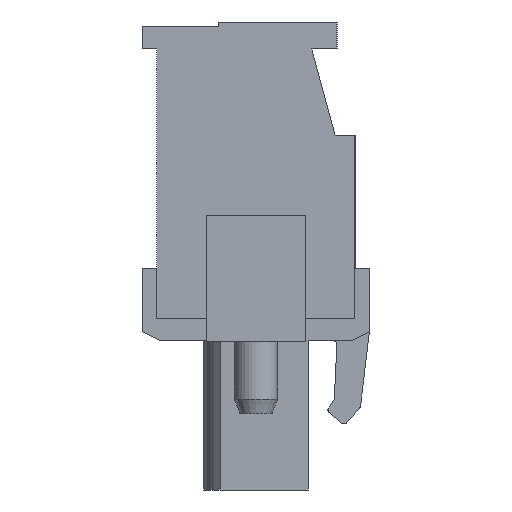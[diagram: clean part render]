
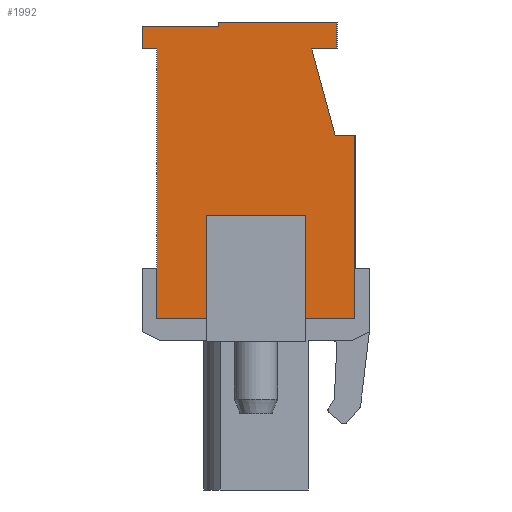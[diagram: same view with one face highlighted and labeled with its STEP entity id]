
A CAD part, left-side view. The second image highlights one B-rep face of the part: STEP entity #1992.
In plain terms, the highlighted planar face has unit normal (-1, 0, 0).
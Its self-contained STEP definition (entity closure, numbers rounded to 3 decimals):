
#1992 = ADVANCED_FACE( '', ( #4041 ), #4042, .T. );
#4041 = FACE_OUTER_BOUND( '', #6177, .T. );
#4042 = PLANE( '', #6178 );
#6177 = EDGE_LOOP( '', ( #11669, #11670, #11671, #11672, #11673, #11674, #11675, #11676, #11677, #11678, #11679, #11680, #11681, #11682, #11683, #11684 ) );
#6178 = AXIS2_PLACEMENT_3D( '', #11685, #11686, #11687 );
#11669 = ORIENTED_EDGE( '', *, *, #15326, .F. );
#11670 = ORIENTED_EDGE( '', *, *, #15327, .F. );
#11671 = ORIENTED_EDGE( '', *, *, #13211, .F. );
#11672 = ORIENTED_EDGE( '', *, *, #15173, .T. );
#11673 = ORIENTED_EDGE( '', *, *, #15328, .T. );
#11674 = ORIENTED_EDGE( '', *, *, #13439, .T. );
#11675 = ORIENTED_EDGE( '', *, *, #13600, .T. );
#11676 = ORIENTED_EDGE( '', *, *, #15029, .T. );
#11677 = ORIENTED_EDGE( '', *, *, #13864, .T. );
#11678 = ORIENTED_EDGE( '', *, *, #14798, .T. );
#11679 = ORIENTED_EDGE( '', *, *, #13425, .T. );
#11680 = ORIENTED_EDGE( '', *, *, #14555, .T. );
#11681 = ORIENTED_EDGE( '', *, *, #15329, .T. );
#11682 = ORIENTED_EDGE( '', *, *, #15330, .T. );
#11683 = ORIENTED_EDGE( '', *, *, #13635, .T. );
#11684 = ORIENTED_EDGE( '', *, *, #15174, .T. );
#11685 = CARTESIAN_POINT( '', ( -12.7, 0., 0. ) );
#11686 = DIRECTION( '', ( -1., 0., 0. ) );
#11687 = DIRECTION( '', ( 0., 0., 1. ) );
#13211 = EDGE_CURVE( '', #15885, #15887, #15888, .T. );
#13425 = EDGE_CURVE( '', #16266, #16267, #16268, .T. );
#13439 = EDGE_CURVE( '', #16288, #16289, #16290, .T. );
#13600 = EDGE_CURVE( '', #16289, #16566, #16567, .T. );
#13635 = EDGE_CURVE( '', #16624, #16622, #16625, .T. );
#13864 = EDGE_CURVE( '', #17014, #17015, #17016, .T. );
#14555 = EDGE_CURVE( '', #16267, #18072, #18073, .T. );
#14798 = EDGE_CURVE( '', #17015, #16266, #18414, .T. );
#15029 = EDGE_CURVE( '', #16566, #17014, #18712, .T. );
#15173 = EDGE_CURVE( '', #15885, #18887, #18889, .T. );
#15174 = EDGE_CURVE( '', #16622, #17617, #18890, .T. );
#15326 = EDGE_CURVE( '', #19061, #17617, #19062, .T. );
#15327 = EDGE_CURVE( '', #15887, #19061, #19063, .T. );
#15328 = EDGE_CURVE( '', #18887, #16288, #19064, .T. );
#15329 = EDGE_CURVE( '', #18072, #19065, #19066, .T. );
#15330 = EDGE_CURVE( '', #19065, #16624, #19067, .T. );
#15885 = VERTEX_POINT( '', #19779 );
#15887 = VERTEX_POINT( '', #19782 );
#15888 = LINE( '', #19783, #19784 );
#16266 = VERTEX_POINT( '', #20319 );
#16267 = VERTEX_POINT( '', #20320 );
#16268 = LINE( '', #20321, #20322 );
#16288 = VERTEX_POINT( '', #20352 );
#16289 = VERTEX_POINT( '', #20353 );
#16290 = LINE( '', #20354, #20355 );
#16566 = VERTEX_POINT( '', #20752 );
#16567 = LINE( '', #20753, #20754 );
#16622 = VERTEX_POINT( '', #20833 );
#16624 = VERTEX_POINT( '', #20836 );
#16625 = LINE( '', #20837, #20838 );
#17014 = VERTEX_POINT( '', #21411 );
#17015 = VERTEX_POINT( '', #21412 );
#17016 = LINE( '', #21413, #21414 );
#17617 = VERTEX_POINT( '', #22284 );
#18072 = VERTEX_POINT( '', #22951 );
#18073 = LINE( '', #22952, #22953 );
#18414 = LINE( '', #23459, #23460 );
#18712 = LINE( '', #23907, #23908 );
#18887 = VERTEX_POINT( '', #24172 );
#18889 = LINE( '', #24175, #24176 );
#18890 = LINE( '', #24177, #24178 );
#19061 = VERTEX_POINT( '', #24435 );
#19062 = LINE( '', #24436, #24437 );
#19063 = LINE( '', #24438, #24439 );
#19064 = LINE( '', #24440, #24441 );
#19065 = VERTEX_POINT( '', #24442 );
#19066 = LINE( '', #24443, #24444 );
#19067 = LINE( '', #24445, #24446 );
#19779 = CARTESIAN_POINT( '', ( -12.7, -2.75, -7.5 ) );
#19782 = CARTESIAN_POINT( '', ( -12.7, -2.75, -1.75 ) );
#19783 = CARTESIAN_POINT( '', ( -12.7, -2.75, -8.75 ) );
#19784 = VECTOR( '', #24926, 1000. );
#20319 = CARTESIAN_POINT( '', ( -12.7, 2.1, 9. ) );
#20320 = CARTESIAN_POINT( '', ( -12.7, 2.1, 8.75 ) );
#20321 = CARTESIAN_POINT( '', ( -12.7, 2.1, 9. ) );
#20322 = VECTOR( '', #25141, 1000. );
#20352 = CARTESIAN_POINT( '', ( -12.7, -5.5, 2.7 ) );
#20353 = CARTESIAN_POINT( '', ( -12.7, -4.4, 2.7 ) );
#20354 = CARTESIAN_POINT( '', ( -12.7, -5.5, 2.7 ) );
#20355 = VECTOR( '', #25152, 1000. );
#20752 = CARTESIAN_POINT( '', ( -12.7, -3.1, 7.5 ) );
#20753 = CARTESIAN_POINT( '', ( -12.7, -4.4, 2.7 ) );
#20754 = VECTOR( '', #25304, 1000. );
#20833 = CARTESIAN_POINT( '', ( -12.7, 5.5, -7.5 ) );
#20836 = CARTESIAN_POINT( '', ( -12.7, 5.5, 7.5 ) );
#20837 = CARTESIAN_POINT( '', ( -12.7, 5.5, 7.5 ) );
#20838 = VECTOR( '', #25339, 1000. );
#21411 = CARTESIAN_POINT( '', ( -12.7, -4.5, 7.5 ) );
#21412 = CARTESIAN_POINT( '', ( -12.7, -4.5, 9. ) );
#21413 = CARTESIAN_POINT( '', ( -12.7, -4.5, 7.5 ) );
#21414 = VECTOR( '', #25548, 1000. );
#22284 = CARTESIAN_POINT( '', ( -12.7, 2.75, -7.5 ) );
#22951 = CARTESIAN_POINT( '', ( -12.7, 6.3, 8.75 ) );
#22952 = CARTESIAN_POINT( '', ( -12.7, 2.1, 8.75 ) );
#22953 = VECTOR( '', #26186, 1000. );
#23459 = CARTESIAN_POINT( '', ( -12.7, -4.5, 9. ) );
#23460 = VECTOR( '', #26409, 1000. );
#23907 = CARTESIAN_POINT( '', ( -12.7, -3.1, 7.5 ) );
#23908 = VECTOR( '', #26618, 1000. );
#24172 = CARTESIAN_POINT( '', ( -12.7, -5.5, -7.5 ) );
#24175 = CARTESIAN_POINT( '', ( -12.7, 5.5, -7.5 ) );
#24176 = VECTOR( '', #26718, 1000. );
#24177 = CARTESIAN_POINT( '', ( -12.7, 5.5, -7.5 ) );
#24178 = VECTOR( '', #26719, 1000. );
#24435 = CARTESIAN_POINT( '', ( -12.7, 2.75, -1.75 ) );
#24436 = CARTESIAN_POINT( '', ( -12.7, 2.75, -1.75 ) );
#24437 = VECTOR( '', #26815, 1000. );
#24438 = CARTESIAN_POINT( '', ( -12.7, -2.75, -1.75 ) );
#24439 = VECTOR( '', #26816, 1000. );
#24440 = CARTESIAN_POINT( '', ( -12.7, -5.5, -7.5 ) );
#24441 = VECTOR( '', #26817, 1000. );
#24442 = CARTESIAN_POINT( '', ( -12.7, 6.3, 7.5 ) );
#24443 = CARTESIAN_POINT( '', ( -12.7, 6.3, 8.75 ) );
#24444 = VECTOR( '', #26818, 1000. );
#24445 = CARTESIAN_POINT( '', ( -12.7, 6.3, 7.5 ) );
#24446 = VECTOR( '', #26819, 1000. );
#24926 = DIRECTION( '', ( 0., 0., 1. ) );
#25141 = DIRECTION( '', ( 0., 0., -1. ) );
#25152 = DIRECTION( '', ( 0., 1., 0. ) );
#25304 = DIRECTION( '', ( 0., 0.261, 0.965 ) );
#25339 = DIRECTION( '', ( 0., 0., -1. ) );
#25548 = DIRECTION( '', ( 0., 0., 1. ) );
#26186 = DIRECTION( '', ( 0., 1., 0. ) );
#26409 = DIRECTION( '', ( 0., 1., 0. ) );
#26618 = DIRECTION( '', ( 0., -1., 0. ) );
#26718 = DIRECTION( '', ( 0., -1., 0. ) );
#26719 = DIRECTION( '', ( 0., -1., 0. ) );
#26815 = DIRECTION( '', ( 0., 0., -1. ) );
#26816 = DIRECTION( '', ( 0., 1., 0. ) );
#26817 = DIRECTION( '', ( 0., 0., 1. ) );
#26818 = DIRECTION( '', ( 0., 0., -1. ) );
#26819 = DIRECTION( '', ( 0., -1., 0. ) );
